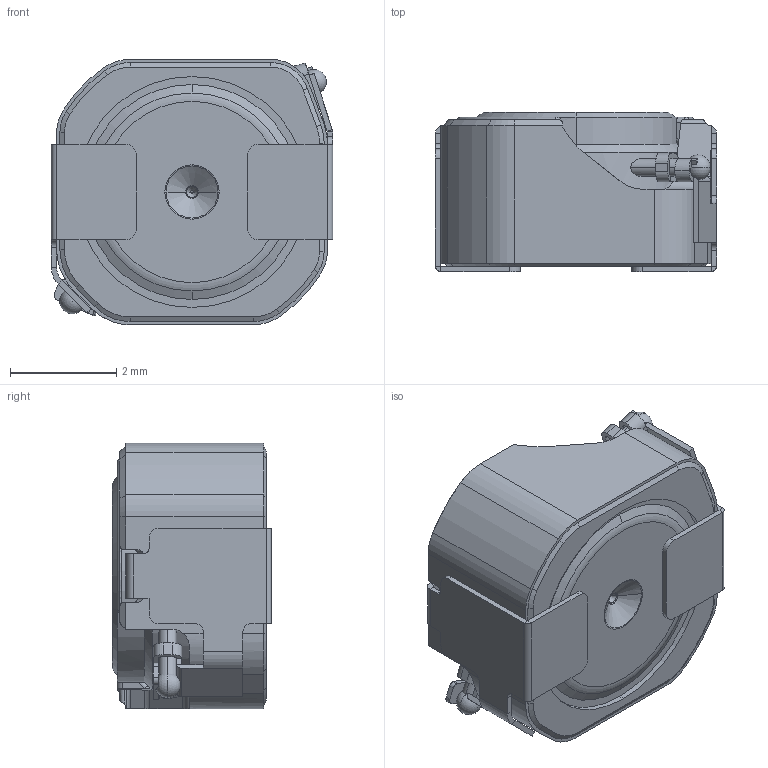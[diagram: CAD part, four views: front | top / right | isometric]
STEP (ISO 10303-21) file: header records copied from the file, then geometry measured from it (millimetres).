
FILE_DESCRIPTION (( 'STEP AP214' ), '1' );
FILE_NAME ('CLF5030NIT-150M-D.STEP', '2022-03-04T08:35:31', ( '' ), ( '' ), 'SwSTEP 2.0', 'SolidWorks 2017', '' );
FILE_SCHEMA (( 'AUTOMOTIVE_DESIGN' ));
Length unit declared in the file: millimetre
Products named in the file (1): CLF5030NIT-150M-D
Bounding box: 5.3 x 3 x 5 mm (x, y, z)
Volume: 62.8 mm3; surface area: 167.1 mm2
Topology: 9 solids, 9 shells, 433 faces, 1120 edges, 681 vertices
Faces by surface type: plane 165, cylinder 154, sphere 44, cone 32, torus 26, bspline 12
Entity records: 13478 total; most frequent: CARTESIAN_POINT 3071, DIRECTION 2211, ORIENTED_EDGE 2156, EDGE_CURVE 1078, AXIS2_PLACEMENT_3D 829, VERTEX_POINT 665, LINE 553, VECTOR 553
